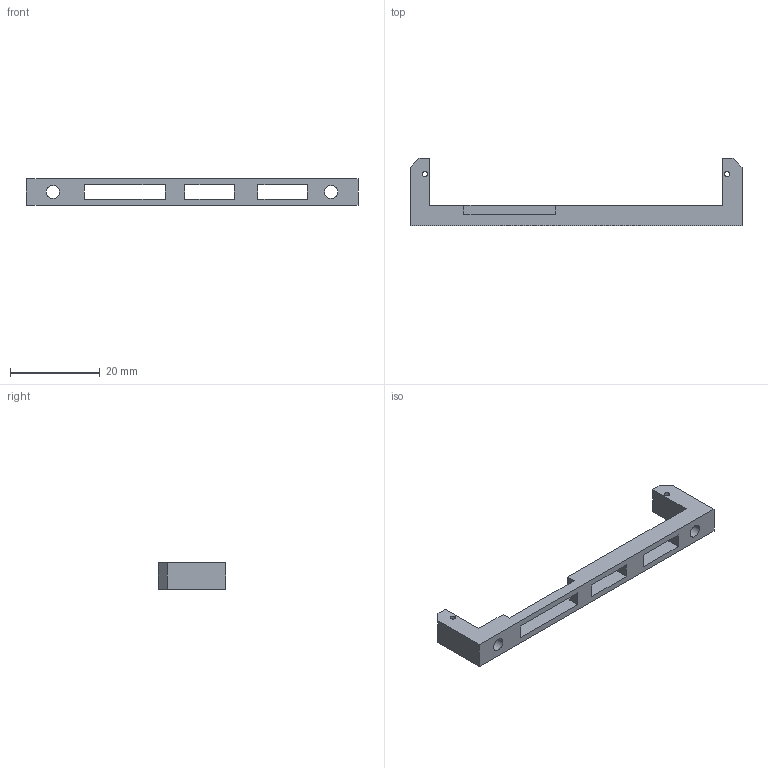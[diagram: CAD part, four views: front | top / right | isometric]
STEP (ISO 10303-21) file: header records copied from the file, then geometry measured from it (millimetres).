
FILE_DESCRIPTION((''),'2;1');
FILE_NAME('0006','2023-03-30T19:54:59',('solution.li'),(''),'CREO PARAMETRIC BY PTC INC, 2019164','CREO PARAMETRIC BY PTC INC, 2019164','');
FILE_SCHEMA(('CONFIG_CONTROL_DESIGN','SHAPE_APPEARANCE_LAYERS_GROUPS'));
Length unit declared in the file: millimetre
Products named in the file (1): 0006
Bounding box: 74 x 15 x 6 mm (x, y, z)
Volume: 1794.1 mm3; surface area: 2238.7 mm2
Topology: 1 solids, 1 shells, 35 faces, 102 edges, 68 vertices
Faces by surface type: plane 27, cylinder 8
Entity records: 1784 total; most frequent: COLOUR_RGB 312, CARTESIAN_POINT 205, ORIENTED_EDGE 204, DIRECTION 188, EDGE_CURVE 102, VECTOR 86, LINE 86, VERTEX_POINT 68
